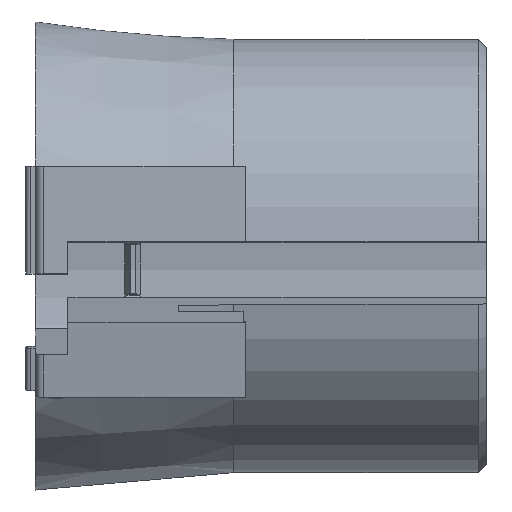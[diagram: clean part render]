
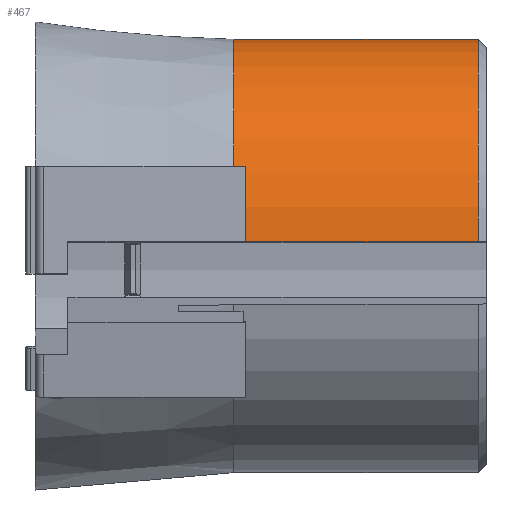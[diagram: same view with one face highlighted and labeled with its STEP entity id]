
A CAD part, top view. The second image highlights one B-rep face of the part: STEP entity #467.
In plain terms, the highlighted cylindrical face has radius 12.5 mm (diameter 25 mm), a partial arc.
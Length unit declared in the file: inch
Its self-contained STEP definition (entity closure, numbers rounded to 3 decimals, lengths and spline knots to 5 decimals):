
#93 = DIRECTION ( 'NONE',  ( -1., 0., 0. ) ) ;
#256 = EDGE_CURVE ( 'NONE', #2790, #3793, #3623, .T. ) ;
#306 = DIRECTION ( 'NONE',  ( 1., 0., 0. ) ) ;
#467 = ADVANCED_FACE ( 'NONE', ( #4086 ), #2445, .T. ) ;
#500 = CARTESIAN_POINT ( 'NONE',  ( 0.45, 0., 0.49213 ) ) ;
#514 = VECTOR ( 'NONE', #1996, 39.37008 ) ;
#523 = EDGE_CURVE ( 'NONE', #3476, #2790, #4232, .T. ) ;
#663 = CARTESIAN_POINT ( 'NONE',  ( -0.0315, 0., 0.49213 ) ) ;
#793 = ORIENTED_EDGE ( 'NONE', *, *, #3134, .T. ) ;
#953 = AXIS2_PLACEMENT_3D ( 'NONE', #1062, #93, #2402 ) ;
#1062 = CARTESIAN_POINT ( 'NONE',  ( 0.45, 0., 0. ) ) ;
#1132 = EDGE_LOOP ( 'NONE', ( #793, #3323, #2454, #1909 ) ) ;
#1156 = CARTESIAN_POINT ( 'NONE',  ( 1.04331, 0.00895, -0.49204 ) ) ;
#1158 = VERTEX_POINT ( 'NONE', #2030 ) ;
#1655 = CIRCLE ( 'NONE', #3344, 0.49213 ) ;
#1766 = DIRECTION ( 'NONE',  ( 0., -1., 0. ) ) ;
#1847 = EDGE_CURVE ( 'NONE', #3793, #1158, #1655, .T. ) ;
#1909 = ORIENTED_EDGE ( 'NONE', *, *, #523, .F. ) ;
#1996 = DIRECTION ( 'NONE',  ( 1., 0., 0. ) ) ;
#2030 = CARTESIAN_POINT ( 'NONE',  ( 1.04331, 0., 0.49213 ) ) ;
#2278 = DIRECTION ( 'NONE',  ( 1., 0., 0. ) ) ;
#2321 = CARTESIAN_POINT ( 'NONE',  ( 1.04331, 0., 0. ) ) ;
#2402 = DIRECTION ( 'NONE',  ( 0., -1., 0. ) ) ;
#2445 = CYLINDRICAL_SURFACE ( 'NONE', #2840, 0.49213 ) ;
#2454 = ORIENTED_EDGE ( 'NONE', *, *, #256, .F. ) ;
#2614 = CARTESIAN_POINT ( 'NONE',  ( 0.45, 0.00895, -0.49204 ) ) ;
#2790 = VERTEX_POINT ( 'NONE', #2614 ) ;
#2813 = VECTOR ( 'NONE', #306, 39.37008 ) ;
#2840 = AXIS2_PLACEMENT_3D ( 'NONE', #4128, #3434, #1766 ) ;
#3134 = EDGE_CURVE ( 'NONE', #3476, #1158, #3984, .T. ) ;
#3323 = ORIENTED_EDGE ( 'NONE', *, *, #1847, .F. ) ;
#3344 = AXIS2_PLACEMENT_3D ( 'NONE', #2321, #2278, #3374 ) ;
#3374 = DIRECTION ( 'NONE',  ( 0., 1., 0. ) ) ;
#3434 = DIRECTION ( 'NONE',  ( -1., 0., 0. ) ) ;
#3476 = VERTEX_POINT ( 'NONE', #500 ) ;
#3623 = LINE ( 'NONE', #4317, #2813 ) ;
#3793 = VERTEX_POINT ( 'NONE', #1156 ) ;
#3984 = LINE ( 'NONE', #663, #514 ) ;
#4086 = FACE_OUTER_BOUND ( 'NONE', #1132, .T. ) ;
#4128 = CARTESIAN_POINT ( 'NONE',  ( 0.7565, 0., 0. ) ) ;
#4232 = CIRCLE ( 'NONE', #953, 0.49213 ) ;
#4317 = CARTESIAN_POINT ( 'NONE',  ( 0.7565, 0.00895, -0.49204 ) ) ;
